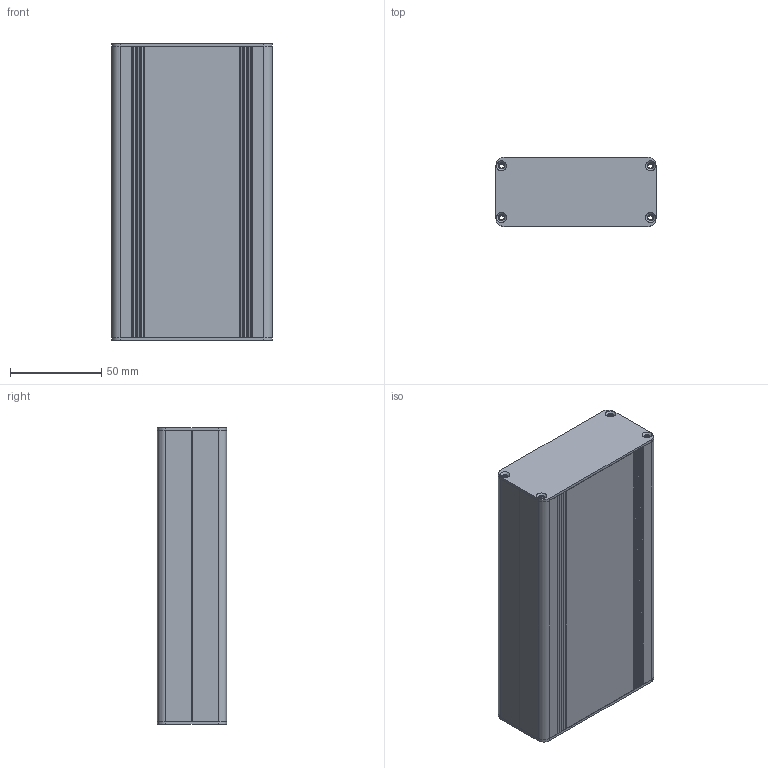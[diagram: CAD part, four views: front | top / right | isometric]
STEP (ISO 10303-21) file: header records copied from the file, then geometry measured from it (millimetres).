
FILE_DESCRIPTION(('1790228108553617408'),'2;1');
FILE_NAME('1790228108553617408','2025-05-25T15:38:26',('Gilles Foucault' ),('UJF'),'Open CASCADE STEP processor 7.6', 'STEP CAF CONTROL WRITER','Unknown');
FILE_SCHEMA(('AUTOMOTIVE_DESIGN { 1 0 10303 214 1 1 1 1 }'));
Length unit declared in the file: millimetre
Products named in the file (8): ASSEMBLY; SOLID
Assembly tree (4 placements, depth 2):
  ASSEMBLY
    SOLID
  ASSEMBLY
    SOLID
  ASSEMBLY
    SOLID
  ASSEMBLY
    SOLID
Bounding box: 88 x 38 x 163 mm (x, y, z)
Volume: 83566.7 mm3; surface area: 101566.9 mm2
Topology: 4 solids, 4 shells, 194 faces, 554 edges, 368 vertices
Faces by surface type: plane 122, cylinder 56, cone 16
Full cylindrical faces by diameter (mm): 3.4 x8
Entity records: 24575 total; most frequent: CARTESIAN_POINT 13418, DIRECTION 2060, LINE 1330, VECTOR 1330, ORIENTED_EDGE 1108, PCURVE 1108, DEFINITIONAL_REPRESENTATION 1108, EDGE_CURVE 554
